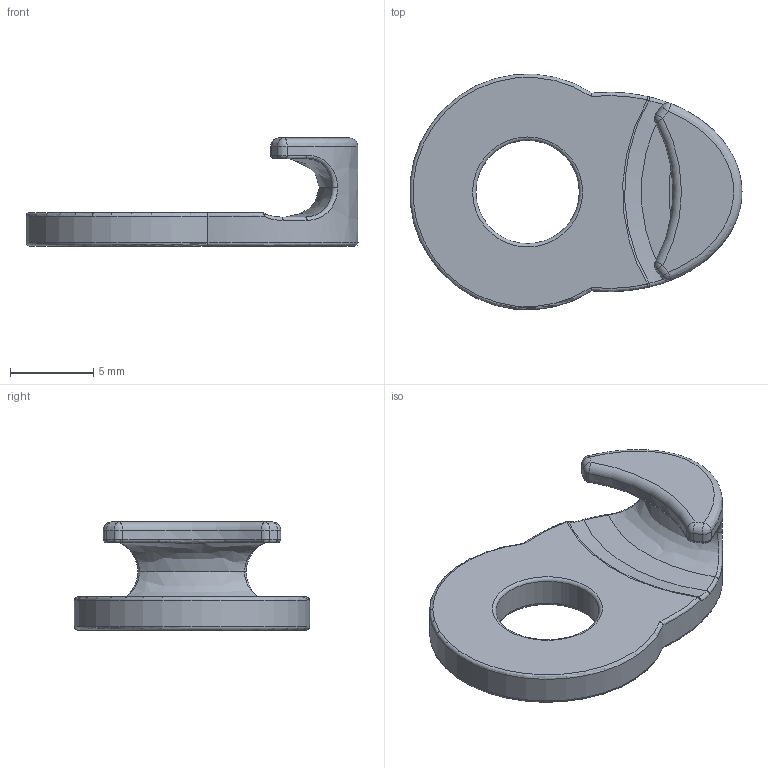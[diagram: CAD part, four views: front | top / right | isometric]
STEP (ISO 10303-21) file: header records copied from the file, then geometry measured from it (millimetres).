
FILE_DESCRIPTION(/* description */ (''),/* implementation_level */ '2;1');
FILE_NAME(/* name */ 'shockhawk_hook v2.step',/* time_stamp */ '2020-10-30T09:12:53-05:00',/* author */ (''),/* organization */ (''),/* preprocessor_version */ 'ST-DEVELOPER v18.1',/* originating_system */ 'Autodesk Translation Framework v9.3.0.1241',/* authorisation */ '');
FILE_SCHEMA (('AUTOMOTIVE_DESIGN { 1 0 10303 214 3 1 1 }'));
Length unit declared in the file: millimetre
Products named in the file (1): Mohawk.f3d
Bounding box: 19.97 x 14.17 x 6.5 mm (x, y, z)
Volume: 454.1 mm3; surface area: 628.6 mm2
Topology: 1 solids, 1 shells, 62 faces, 135 edges, 75 vertices
Faces by surface type: bspline 26, torus 15, cylinder 9, plane 6, sphere 6
Full cylindrical faces by diameter (mm): 6.217 x1
Entity records: 2895 total; most frequent: CARTESIAN_POINT 1633, ORIENTED_EDGE 270, DIRECTION 237, EDGE_CURVE 135, AXIS2_PLACEMENT_3D 113, CIRCLE 76, VERTEX_POINT 75, EDGE_LOOP 64
